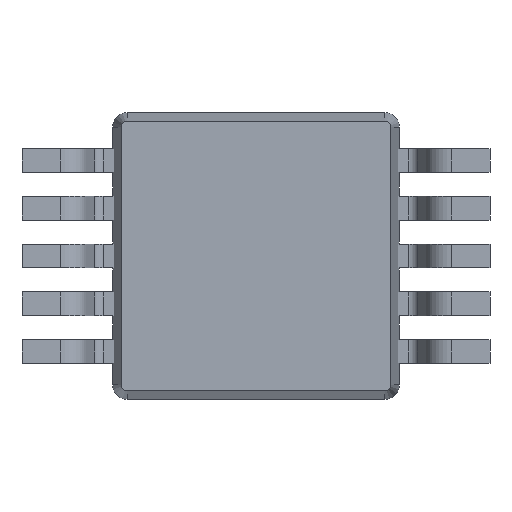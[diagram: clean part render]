
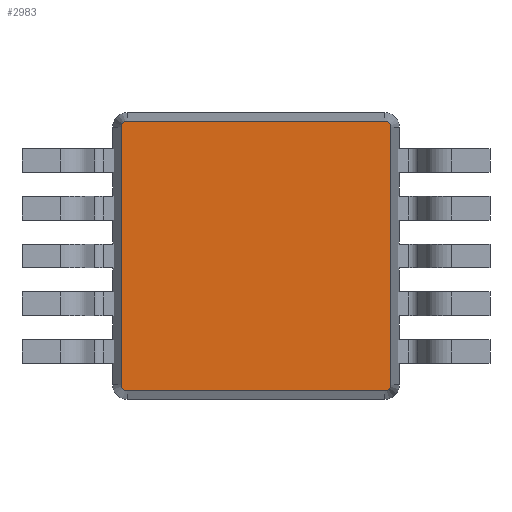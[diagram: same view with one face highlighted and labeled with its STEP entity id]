
A CAD part, front view. The second image highlights one B-rep face of the part: STEP entity #2983.
In plain terms, the highlighted planar face has unit normal (0, -1, 0).
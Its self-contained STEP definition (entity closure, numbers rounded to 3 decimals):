
#56=CIRCLE('',#3142,0.062);
#58=CIRCLE('',#3146,0.062);
#60=CIRCLE('',#3149,0.062);
#62=CIRCLE('',#3153,0.062);
#167=FACE_OUTER_BOUND('',#317,.T.);
#317=EDGE_LOOP('',(#1952,#1953,#1954,#1955,#1956,#1957,#1958,#1959));
#481=LINE('',#4259,#820);
#505=LINE('',#4306,#844);
#509=LINE('',#4321,#848);
#513=LINE('',#4333,#852);
#820=VECTOR('',#3408,2.7);
#844=VECTOR('',#3442,2.7);
#848=VECTOR('',#3460,2.7);
#852=VECTOR('',#3472,2.7);
#1159=VERTEX_POINT('',#4256);
#1160=VERTEX_POINT('',#4258);
#1175=VERTEX_POINT('',#4296);
#1176=VERTEX_POINT('',#4298);
#1178=VERTEX_POINT('',#4304);
#1180=VERTEX_POINT('',#4313);
#1182=VERTEX_POINT('',#4319);
#1184=VERTEX_POINT('',#4325);
#1445=EDGE_CURVE('',#1159,#1160,#481,.T.);
#1467=EDGE_CURVE('',#1175,#1176,#56,.F.);
#1471=EDGE_CURVE('',#1178,#1175,#505,.T.);
#1473=EDGE_CURVE('',#1160,#1178,#58,.F.);
#1476=EDGE_CURVE('',#1180,#1159,#60,.F.);
#1479=EDGE_CURVE('',#1182,#1180,#509,.T.);
#1482=EDGE_CURVE('',#1184,#1182,#62,.F.);
#1485=EDGE_CURVE('',#1176,#1184,#513,.T.);
#1952=ORIENTED_EDGE('',*,*,#1467,.F.);
#1953=ORIENTED_EDGE('',*,*,#1471,.F.);
#1954=ORIENTED_EDGE('',*,*,#1473,.F.);
#1955=ORIENTED_EDGE('',*,*,#1445,.F.);
#1956=ORIENTED_EDGE('',*,*,#1476,.F.);
#1957=ORIENTED_EDGE('',*,*,#1479,.F.);
#1958=ORIENTED_EDGE('',*,*,#1482,.F.);
#1959=ORIENTED_EDGE('',*,*,#1485,.F.);
#2727=PLANE('',#3155);
#2983=ADVANCED_FACE('',(#167),#2727,.T.);
#3142=AXIS2_PLACEMENT_3D('',#4299,#3435,#3436);
#3146=AXIS2_PLACEMENT_3D('',#4309,#3447,#3448);
#3149=AXIS2_PLACEMENT_3D('',#4315,#3454,#3455);
#3153=AXIS2_PLACEMENT_3D('',#4327,#3466,#3467);
#3155=AXIS2_PLACEMENT_3D('',#4371,#3492,#3493);
#3408=DIRECTION('',(0.,0.,-1.));
#3435=DIRECTION('center_axis',(0.,-1.,0.));
#3436=DIRECTION('ref_axis',(0.,0.,-1.));
#3442=DIRECTION('',(-1.,0.,0.));
#3447=DIRECTION('center_axis',(0.,-1.,0.));
#3448=DIRECTION('ref_axis',(0.,0.,-1.));
#3454=DIRECTION('center_axis',(0.,-1.,0.));
#3455=DIRECTION('ref_axis',(0.,0.,-1.));
#3460=DIRECTION('',(1.,0.,0.));
#3466=DIRECTION('center_axis',(0.,-1.,0.));
#3467=DIRECTION('ref_axis',(0.,0.,-1.));
#3472=DIRECTION('',(0.,0.,1.));
#3492=DIRECTION('center_axis',(0.,-1.,0.));
#3493=DIRECTION('ref_axis',(0.,0.,-1.));
#4256=CARTESIAN_POINT('',(1.412,0.15,1.35));
#4258=CARTESIAN_POINT('',(1.412,0.15,-1.35));
#4259=CARTESIAN_POINT('',(1.412,0.15,1.35));
#4296=CARTESIAN_POINT('',(-1.35,0.15,-1.412));
#4298=CARTESIAN_POINT('',(-1.412,0.15,-1.35));
#4299=CARTESIAN_POINT('Origin',(-1.35,0.15,-1.35));
#4304=CARTESIAN_POINT('',(1.35,0.15,-1.412));
#4306=CARTESIAN_POINT('',(1.35,0.15,-1.412));
#4309=CARTESIAN_POINT('Origin',(1.35,0.15,-1.35));
#4313=CARTESIAN_POINT('',(1.35,0.15,1.412));
#4315=CARTESIAN_POINT('Origin',(1.35,0.15,1.35));
#4319=CARTESIAN_POINT('',(-1.35,0.15,1.412));
#4321=CARTESIAN_POINT('',(-1.35,0.15,1.412));
#4325=CARTESIAN_POINT('',(-1.412,0.15,1.35));
#4327=CARTESIAN_POINT('Origin',(-1.35,0.15,1.35));
#4333=CARTESIAN_POINT('',(-1.412,0.15,-1.35));
#4371=CARTESIAN_POINT('Origin',(-1.35,0.15,-1.35));
